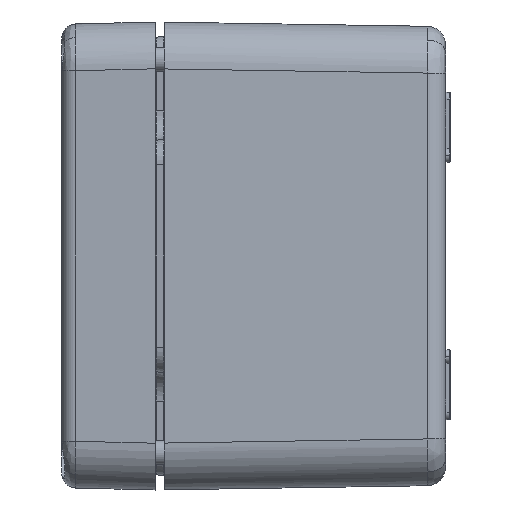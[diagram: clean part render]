
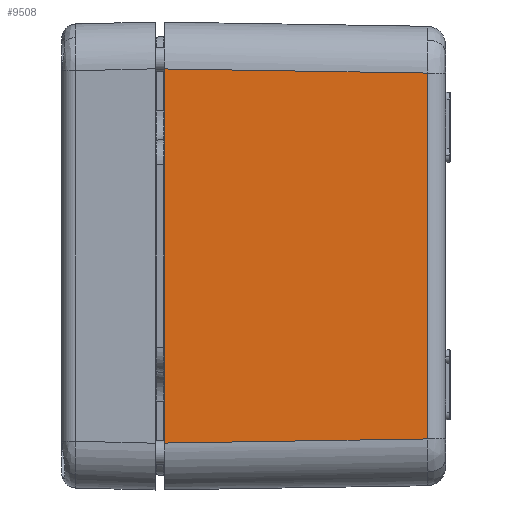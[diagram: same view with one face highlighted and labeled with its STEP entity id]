
A CAD part, left-side view. The second image highlights one B-rep face of the part: STEP entity #9508.
In plain terms, the highlighted planar face has unit normal (-1, -0.016, 0).
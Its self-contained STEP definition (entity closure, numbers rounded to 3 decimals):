
#791=LINE('',#17761,#1295);
#808=LINE('',#18037,#1312);
#904=LINE('',#18809,#1408);
#905=LINE('',#18810,#1409);
#1295=VECTOR('',#12643,1000.);
#1312=VECTOR('',#12696,1000.);
#1408=VECTOR('',#12980,1000.);
#1409=VECTOR('',#12981,1000.);
#1671=PLANE('',#10624);
#2416=FACE_OUTER_BOUND('',#3136,.T.);
#3136=EDGE_LOOP('',(#7863,#7864,#7865,#7866));
#4474=VERTEX_POINT('',#17403);
#4561=VERTEX_POINT('',#17760);
#4599=VERTEX_POINT('',#18035);
#4600=VERTEX_POINT('',#18036);
#5631=EDGE_CURVE('',#4561,#4474,#791,.T.);
#5675=EDGE_CURVE('',#4599,#4600,#808,.T.);
#5855=EDGE_CURVE('',#4474,#4600,#904,.T.);
#5856=EDGE_CURVE('',#4599,#4561,#905,.T.);
#7863=ORIENTED_EDGE('',*,*,#5631,.T.);
#7864=ORIENTED_EDGE('',*,*,#5855,.T.);
#7865=ORIENTED_EDGE('',*,*,#5675,.F.);
#7866=ORIENTED_EDGE('',*,*,#5856,.T.);
#9508=ADVANCED_FACE('',(#2416),#1671,.T.);
#10624=AXIS2_PLACEMENT_3D('',#18808,#12978,#12979);
#12643=DIRECTION('',(0.,0.,1.));
#12696=DIRECTION('',(0.,0.,1.));
#12978=DIRECTION('center_axis',(-1.,-0.016,
0.));
#12979=DIRECTION('ref_axis',(0.016,-1.,0.));
#12980=DIRECTION('',(-0.016,1.,0.016));
#12981=DIRECTION('',(0.016,-1.,0.016));
#17403=CARTESIAN_POINT('',(-159.088,-56.063,39.089));
#17760=CARTESIAN_POINT('',(-159.088,-56.063,-39.089));
#17761=CARTESIAN_POINT('',(-159.088,-56.063,49.026));
#18035=CARTESIAN_POINT('',(-159.969,0.,-39.97));
#18036=CARTESIAN_POINT('',(-159.969,0.,39.97));
#18037=CARTESIAN_POINT('',(-159.969,0.,-50.));
#18808=CARTESIAN_POINT('Origin',(-160.,2.,-50.));
#18809=CARTESIAN_POINT('',(-159.978,0.587,39.979));
#18810=CARTESIAN_POINT('',(-160.002,2.157,-40.004));
